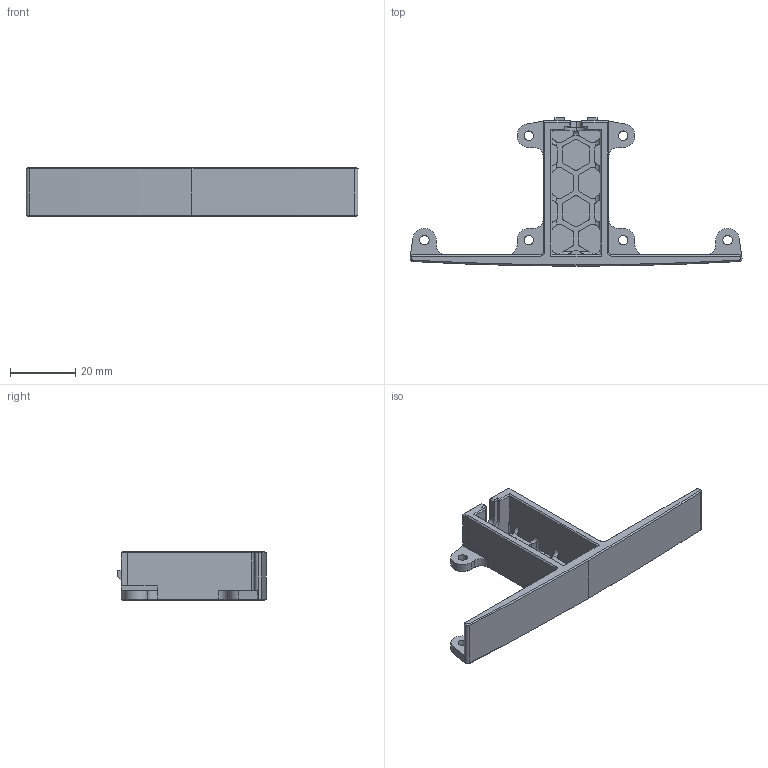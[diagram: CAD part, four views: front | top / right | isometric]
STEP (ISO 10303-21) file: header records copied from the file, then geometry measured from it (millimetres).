
FILE_DESCRIPTION(/* description */ (''),/* implementation_level */ '2;1');
FILE_NAME(/* name */ 'Fan_Support_Screwed Meshified.step',/* time_stamp */ '2022-09-09T14:20:43-06:00',/* author */ (''),/* organization */ (''),/* preprocessor_version */ 'ST-DEVELOPER v19',/* originating_system */ 'Autodesk Translation Framework v11.7.0.108',/* authorisation */ '');
FILE_SCHEMA (('AUTOMOTIVE_DESIGN { 1 0 10303 214 3 1 1 }'));
Length unit declared in the file: millimetre
Products named in the file (2): (Unsaved); Fan_Support_Screwed v5
Assembly tree (1 placements, depth 2):
  (Unsaved)
    Fan_Support_Screwed v5
Bounding box: 101.75 x 45.5 x 15 mm (x, y, z)
Volume: 10020.3 mm3; surface area: 9839.8 mm2
Topology: 2 solids, 2 shells, 442 faces, 1131 edges, 684 vertices
Faces by surface type: plane 221, cylinder 117, cone 104
Full cylindrical faces by diameter (mm): 2.9 x6
Entity records: 13457 total; most frequent: CARTESIAN_POINT 2529, DIRECTION 2300, ORIENTED_EDGE 2262, EDGE_CURVE 1131, LINE 770, VECTOR 770, AXIS2_PLACEMENT_3D 765, VERTEX_POINT 684
